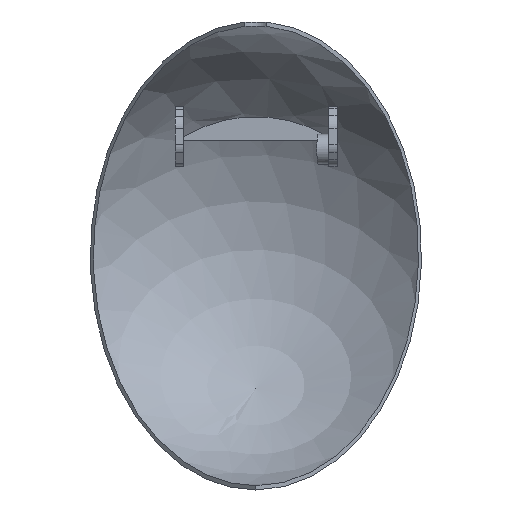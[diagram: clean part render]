
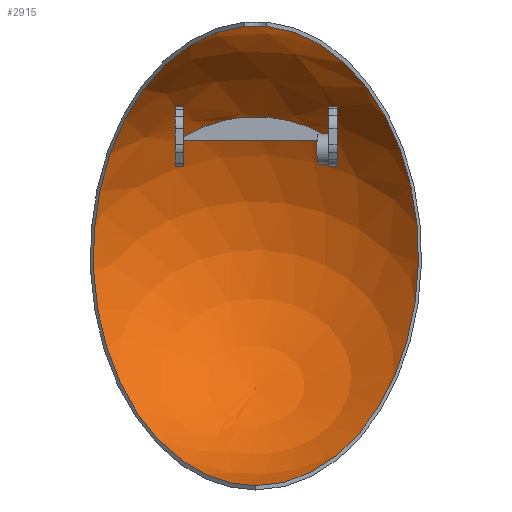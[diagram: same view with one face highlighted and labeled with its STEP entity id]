
A CAD part, front view. The second image highlights one B-rep face of the part: STEP entity #2915.
In plain terms, the highlighted spherical face has radius 54 mm.
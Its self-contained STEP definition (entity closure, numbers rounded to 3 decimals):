
#20=FACE_BOUND('',#1142,.T.);
#33=SPHERICAL_SURFACE('',#3177,54.);
#974=FACE_OUTER_BOUND('',#1141,.T.);
#1141=EDGE_LOOP('',(#2699,#2700,#2701,#2702,#2703,#2704));
#1142=EDGE_LOOP('',(#2705,#2706,#2707,#2708,#2709,#2710,#2711,#2712,#2713,
#2714));
#1146=CIRCLE('',#2932,3.5);
#1148=CIRCLE('',#2935,54.);
#1186=CIRCLE('',#3108,51.229);
#1199=CIRCLE('',#3127,50.575);
#1213=CIRCLE('',#3163,51.254);
#1214=CIRCLE('',#3165,46.765);
#1215=CIRCLE('',#3166,46.765);
#1216=CIRCLE('',#3168,41.122);
#1217=CIRCLE('',#3170,50.518);
#1218=CIRCLE('',#3172,32.665);
#1219=CIRCLE('',#3174,41.122);
#1220=CIRCLE('',#3176,30.07);
#1221=CIRCLE('',#3178,54.);
#1222=CIRCLE('',#3179,54.);
#1223=CIRCLE('',#3180,54.);
#1224=VERTEX_POINT('',#4015);
#1225=VERTEX_POINT('',#4016);
#1228=VERTEX_POINT('',#4028);
#1401=VERTEX_POINT('',#4639);
#1402=VERTEX_POINT('',#4641);
#1426=VERTEX_POINT('',#4699);
#1427=VERTEX_POINT('',#4701);
#1459=VERTEX_POINT('',#4808);
#1460=VERTEX_POINT('',#4810);
#1461=VERTEX_POINT('',#4814);
#1462=VERTEX_POINT('',#4816);
#1463=VERTEX_POINT('',#4818);
#1464=VERTEX_POINT('',#4823);
#1465=VERTEX_POINT('',#4835);
#1466=VERTEX_POINT('',#4837);
#1467=EDGE_CURVE('',#1224,#1225,#1146,.T.);
#1471=EDGE_CURVE('',#1224,#1228,#1148,.T.);
#1786=EDGE_CURVE('',#1402,#1401,#1186,.T.);
#1815=EDGE_CURVE('',#1427,#1426,#1199,.T.);
#1869=EDGE_CURVE('',#1460,#1459,#1213,.T.);
#1871=EDGE_CURVE('',#1461,#1427,#1214,.T.);
#1873=EDGE_CURVE('',#1463,#1462,#1215,.T.);
#1877=EDGE_CURVE('',#1401,#1464,#1216,.T.);
#1878=EDGE_CURVE('',#1464,#1463,#1217,.T.);
#1879=EDGE_CURVE('',#1459,#1402,#1218,.T.);
#1880=EDGE_CURVE('',#1426,#1460,#1219,.T.);
#1881=EDGE_CURVE('',#1462,#1461,#1220,.T.);
#1882=EDGE_CURVE('',#1465,#1225,#1221,.T.);
#1883=EDGE_CURVE('',#1465,#1466,#1222,.T.);
#1884=EDGE_CURVE('',#1228,#1465,#1223,.T.);
#2699=ORIENTED_EDGE('',*,*,#1467,.T.);
#2700=ORIENTED_EDGE('',*,*,#1882,.F.);
#2701=ORIENTED_EDGE('',*,*,#1883,.T.);
#2702=ORIENTED_EDGE('',*,*,#1883,.F.);
#2703=ORIENTED_EDGE('',*,*,#1884,.F.);
#2704=ORIENTED_EDGE('',*,*,#1471,.F.);
#2705=ORIENTED_EDGE('',*,*,#1815,.T.);
#2706=ORIENTED_EDGE('',*,*,#1880,.T.);
#2707=ORIENTED_EDGE('',*,*,#1869,.T.);
#2708=ORIENTED_EDGE('',*,*,#1879,.T.);
#2709=ORIENTED_EDGE('',*,*,#1786,.T.);
#2710=ORIENTED_EDGE('',*,*,#1877,.T.);
#2711=ORIENTED_EDGE('',*,*,#1878,.T.);
#2712=ORIENTED_EDGE('',*,*,#1873,.T.);
#2713=ORIENTED_EDGE('',*,*,#1881,.T.);
#2714=ORIENTED_EDGE('',*,*,#1871,.T.);
#2915=ADVANCED_FACE('',(#974,#20),#33,.F.);
#2932=AXIS2_PLACEMENT_3D('',#4017,#3186,#3187);
#2935=AXIS2_PLACEMENT_3D('',#4029,#3192,#3193);
#3108=AXIS2_PLACEMENT_3D('',#4642,#3804,#3805);
#3127=AXIS2_PLACEMENT_3D('',#4702,#3858,#3859);
#3163=AXIS2_PLACEMENT_3D('',#4811,#3970,#3971);
#3165=AXIS2_PLACEMENT_3D('',#4815,#3975,#3976);
#3166=AXIS2_PLACEMENT_3D('',#4819,#3978,#3979);
#3168=AXIS2_PLACEMENT_3D('',#4825,#3985,#3986);
#3170=AXIS2_PLACEMENT_3D('',#4827,#3989,#3990);
#3172=AXIS2_PLACEMENT_3D('',#4829,#3993,#3994);
#3174=AXIS2_PLACEMENT_3D('',#4831,#3997,#3998);
#3176=AXIS2_PLACEMENT_3D('',#4833,#4001,#4002);
#3177=AXIS2_PLACEMENT_3D('',#4834,#4003,#4004);
#3178=AXIS2_PLACEMENT_3D('',#4836,#4005,#4006);
#3179=AXIS2_PLACEMENT_3D('',#4838,#4007,#4008);
#3180=AXIS2_PLACEMENT_3D('',#4839,#4009,#4010);
#3186=DIRECTION('center_axis',(-0.001,0.004,
1.));
#3187=DIRECTION('ref_axis',(1.,0.,0.001));
#3192=DIRECTION('center_axis',(-0.707,0.707,0.));
#3193=DIRECTION('ref_axis',(0.707,0.707,0.));
#3804=DIRECTION('center_axis',(1.,0.,0.));
#3805=DIRECTION('ref_axis',(0.,0.,-1.));
#3858=DIRECTION('center_axis',(1.,0.,0.));
#3859=DIRECTION('ref_axis',(0.,0.,-1.));
#3970=DIRECTION('center_axis',(-1.,0.,0.));
#3971=DIRECTION('ref_axis',(0.,0.,1.));
#3975=DIRECTION('center_axis',(0.,0.,1.));
#3976=DIRECTION('ref_axis',(0.,-1.,0.));
#3978=DIRECTION('center_axis',(0.,0.,1.));
#3979=DIRECTION('ref_axis',(0.,-1.,0.));
#3985=DIRECTION('center_axis',(0.,0.,-1.));
#3986=DIRECTION('ref_axis',(0.,1.,0.));
#3989=DIRECTION('center_axis',(-1.,0.,0.));
#3990=DIRECTION('ref_axis',(0.,0.,1.));
#3993=DIRECTION('center_axis',(0.,1.,0.));
#3994=DIRECTION('ref_axis',(0.,0.,1.));
#3997=DIRECTION('center_axis',(0.,0.,-1.));
#3998=DIRECTION('ref_axis',(0.,1.,0.));
#4001=DIRECTION('center_axis',(0.,-1.,0.));
#4002=DIRECTION('ref_axis',(0.,0.,-1.));
#4003=DIRECTION('center_axis',(0.,0.816,-0.577));
#4004=DIRECTION('ref_axis',(0.5,0.5,0.707));
#4005=DIRECTION('center_axis',(0.707,0.707,0.));
#4006=DIRECTION('ref_axis',(0.707,-0.707,0.));
#4007=DIRECTION('center_axis',(0.866,-0.289,-0.408));
#4008=DIRECTION('ref_axis',(-0.5,-0.5,-0.707));
#4009=DIRECTION('center_axis',(0.707,0.707,0.));
#4010=DIRECTION('ref_axis',(0.707,-0.707,0.));
#4015=CARTESIAN_POINT('',(2.56,2.56,58.878));
#4016=CARTESIAN_POINT('',(-2.591,2.591,58.876));
#4017=CARTESIAN_POINT('Origin',(-0.03,0.206,58.886));
#4028=CARTESIAN_POINT('',(0.,0.,-49.));
#4029=CARTESIAN_POINT('Origin',(0.,0.,5.));
#4639=CARTESIAN_POINT('',(17.076,37.409,40.));
#4641=CARTESIAN_POINT('',(17.076,43.,32.846));
#4642=CARTESIAN_POINT('Origin',(17.076,0.,5.));
#4699=CARTESIAN_POINT('',(-18.924,36.509,40.));
#4701=CARTESIAN_POINT('',(-18.924,42.765,32.));
#4702=CARTESIAN_POINT('Origin',(-18.924,0.,5.));
#4808=CARTESIAN_POINT('',(-17.,43.,32.893));
#4810=CARTESIAN_POINT('',(-17.,37.443,40.));
#4811=CARTESIAN_POINT('Origin',(-17.,0.,5.));
#4814=CARTESIAN_POINT('',(-13.236,44.853,32.));
#4815=CARTESIAN_POINT('Origin',(0.,0.,32.));
#4816=CARTESIAN_POINT('',(13.236,44.853,32.));
#4818=CARTESIAN_POINT('',(19.076,42.698,32.));
#4819=CARTESIAN_POINT('Origin',(0.,0.,32.));
#4823=CARTESIAN_POINT('',(19.076,36.429,40.));
#4825=CARTESIAN_POINT('Origin',(0.,0.,40.));
#4827=CARTESIAN_POINT('Origin',(19.076,0.,5.));
#4829=CARTESIAN_POINT('Origin',(0.,43.,5.));
#4831=CARTESIAN_POINT('Origin',(0.,0.,40.));
#4833=CARTESIAN_POINT('Origin',(0.,44.853,5.));
#4834=CARTESIAN_POINT('Origin',(0.,0.,5.));
#4835=CARTESIAN_POINT('',(-17.076,17.076,-43.299));
#4836=CARTESIAN_POINT('Origin',(0.,0.,
5.));
#4837=CARTESIAN_POINT('',(0.,44.091,-26.177));
#4838=CARTESIAN_POINT('Origin',(0.,0.,5.));
#4839=CARTESIAN_POINT('Origin',(0.,0.,
5.));
